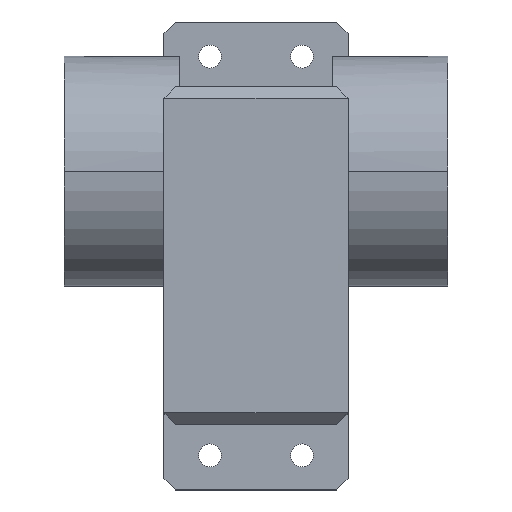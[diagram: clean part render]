
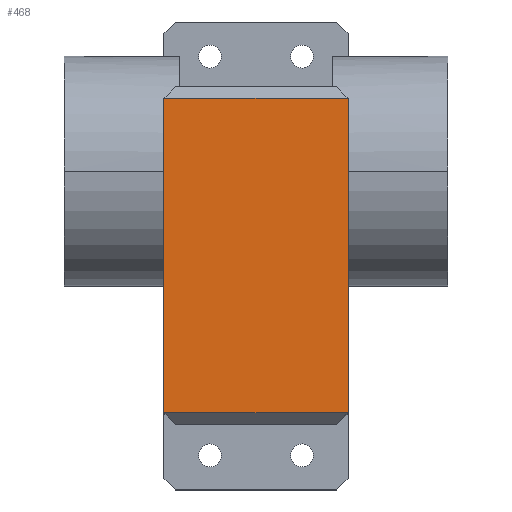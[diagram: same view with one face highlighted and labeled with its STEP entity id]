
A CAD part, top view. The second image highlights one B-rep face of the part: STEP entity #468.
In plain terms, the highlighted planar face has unit normal (0, 0, 1).
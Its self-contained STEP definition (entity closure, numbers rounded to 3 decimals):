
#12 = DIRECTION ( 'NONE',  ( 0., -1., 0. ) ) ;
#38 = VERTEX_POINT ( 'NONE', #1547 ) ;
#43 = CARTESIAN_POINT ( 'NONE',  ( 13., 11., 19. ) ) ;
#92 = DIRECTION ( 'NONE',  ( 0., 0., 1. ) ) ;
#148 = LINE ( 'NONE', #43, #774 ) ;
#252 = VECTOR ( 'NONE', #487, 1000. ) ;
#261 = LINE ( 'NONE', #1143, #869 ) ;
#302 = DIRECTION ( 'NONE',  ( 1., 0., 0. ) ) ;
#385 = ORIENTED_EDGE ( 'NONE', *, *, #1196, .T. ) ;
#390 = CARTESIAN_POINT ( 'NONE',  ( 37., -31.5, 19. ) ) ;
#467 = PLANE ( 'NONE',  #1072 ) ;
#468 = ADVANCED_FACE ( 'NONE', ( #1082 ), #467, .T. ) ;
#487 = DIRECTION ( 'NONE',  ( -1., 0., 0. ) ) ;
#505 = ORIENTED_EDGE ( 'NONE', *, *, #632, .T. ) ;
#516 = VERTEX_POINT ( 'NONE', #601 ) ;
#601 = CARTESIAN_POINT ( 'NONE',  ( 37., 9.5, 19. ) ) ;
#612 = EDGE_CURVE ( 'NONE', #1039, #516, #261, .T. ) ;
#632 = EDGE_CURVE ( 'NONE', #658, #38, #148, .T. ) ;
#641 = ORIENTED_EDGE ( 'NONE', *, *, #612, .T. ) ;
#658 = VERTEX_POINT ( 'NONE', #1451 ) ;
#673 = CARTESIAN_POINT ( 'NONE',  ( 0., -31.5, 19. ) ) ;
#774 = VECTOR ( 'NONE', #12, 1000. ) ;
#794 = LINE ( 'NONE', #673, #999 ) ;
#822 = ORIENTED_EDGE ( 'NONE', *, *, #1414, .T. ) ;
#828 = CARTESIAN_POINT ( 'NONE',  ( 0., 0., 19. ) ) ;
#869 = VECTOR ( 'NONE', #1137, 1000. ) ;
#999 = VECTOR ( 'NONE', #302, 1000. ) ;
#1003 = CARTESIAN_POINT ( 'NONE',  ( 0., 9.5, 19. ) ) ;
#1039 = VERTEX_POINT ( 'NONE', #390 ) ;
#1072 = AXIS2_PLACEMENT_3D ( 'NONE', #828, #92, #1299 ) ;
#1082 = FACE_OUTER_BOUND ( 'NONE', #1323, .T. ) ;
#1120 = LINE ( 'NONE', #1003, #252 ) ;
#1137 = DIRECTION ( 'NONE',  ( 0., 1., 0. ) ) ;
#1143 = CARTESIAN_POINT ( 'NONE',  ( 37., -33., 19. ) ) ;
#1196 = EDGE_CURVE ( 'NONE', #38, #1039, #794, .T. ) ;
#1299 = DIRECTION ( 'NONE',  ( 1., 0., 0. ) ) ;
#1323 = EDGE_LOOP ( 'NONE', ( #641, #822, #505, #385 ) ) ;
#1414 = EDGE_CURVE ( 'NONE', #516, #658, #1120, .T. ) ;
#1451 = CARTESIAN_POINT ( 'NONE',  ( 13., 9.5, 19. ) ) ;
#1547 = CARTESIAN_POINT ( 'NONE',  ( 13., -31.5, 19. ) ) ;
